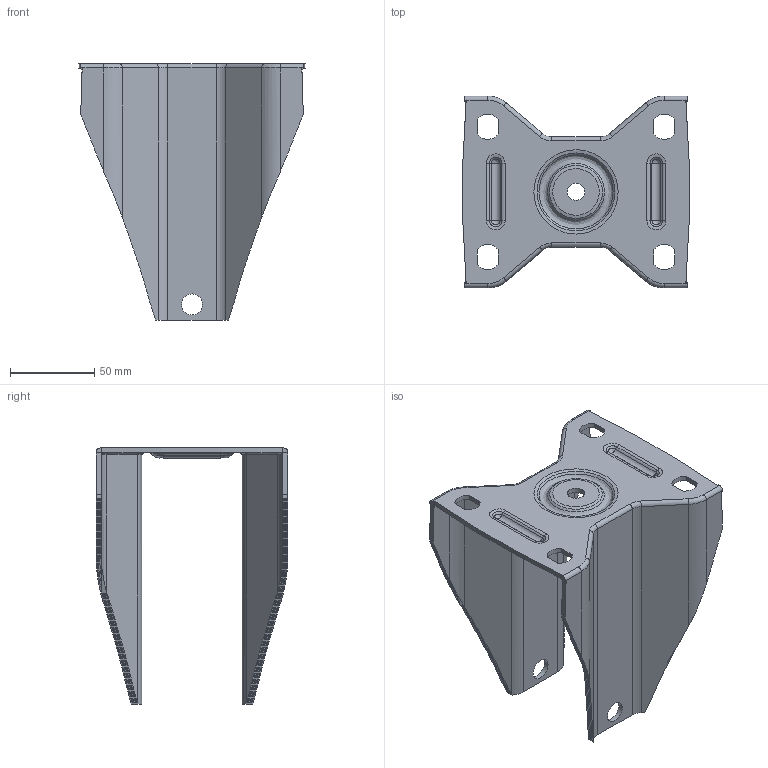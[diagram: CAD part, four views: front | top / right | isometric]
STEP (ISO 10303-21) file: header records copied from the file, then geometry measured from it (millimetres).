
FILE_DESCRIPTION (( 'STEP AP214' ), '1' );
FILE_NAME ('0029853_MV-B-200.STEP', '2019-01-29T11:04:12', ( '' ), ( '' ), 'SwSTEP 2.0', 'SolidWorks 2018', '' );
FILE_SCHEMA (( 'AUTOMOTIVE_DESIGN' ));
Length unit declared in the file: millimetre
Products named in the file (1): 0029853_MV-B-200
Bounding box: 134.54 x 114 x 152.3 mm (x, y, z)
Volume: 129330 mm3; surface area: 90040.6 mm2
Topology: 1 solids, 1 shells, 877 faces, 2536 edges, 1667 vertices
Faces by surface type: plane 758, cylinder 69, bspline 28, torus 22
Full cylindrical faces by diameter (mm): 10.2 x1, 12.5 x2
Entity records: 29282 total; most frequent: CARTESIAN_POINT 6989, ORIENTED_EDGE 5040, DIRECTION 4114, EDGE_CURVE 2520, VECTOR 2092, LINE 2092, VERTEX_POINT 1664, AXIS2_PLACEMENT_3D 1011
